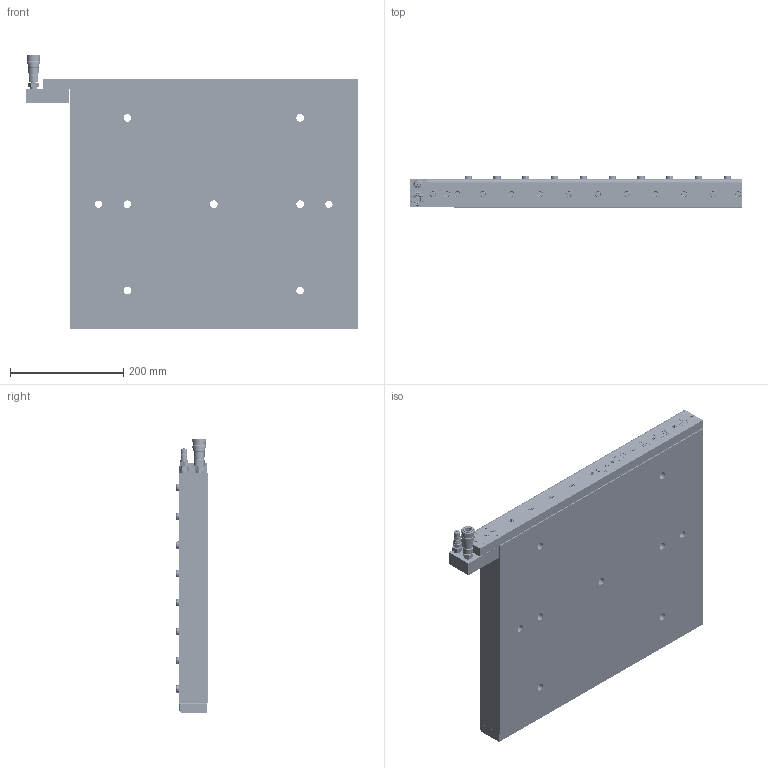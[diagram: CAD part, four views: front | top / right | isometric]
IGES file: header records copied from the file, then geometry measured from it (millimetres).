
Start section: SolidWorks IGES file using analytic representation for surfaces
Global section: file name: 3080-80CP.IGS; native system: SolidWorks 2013; preprocessor: SolidWorks 2013; author: mikel; date: 150717.131522; units: inch
Bounding box: 584.84 x 55.12 x 485.18 mm (x, y, z)
Surface area: 762477.1 mm2 (no closed solid volume)
Topology: 0 solids, 0 shells, 3773 faces, 51148 edges, 51072 vertices
Faces by surface type: bspline 1960, revolution 1813
